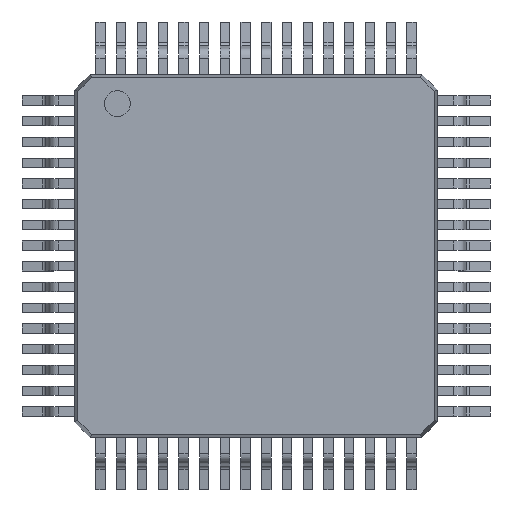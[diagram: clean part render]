
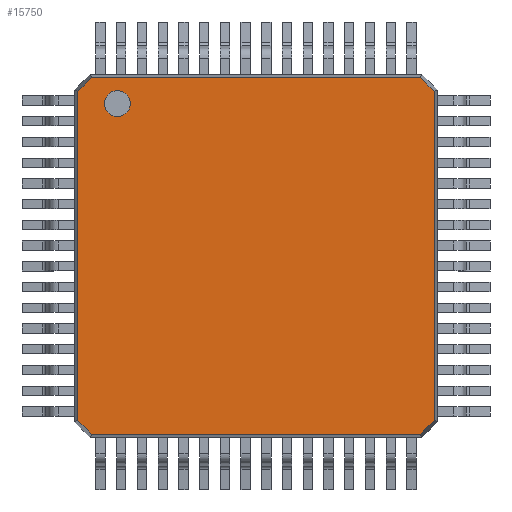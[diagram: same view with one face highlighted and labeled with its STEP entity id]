
A CAD part, top view. The second image highlights one B-rep face of the part: STEP entity #15750.
In plain terms, the highlighted planar face has unit normal (0, 0, 1).
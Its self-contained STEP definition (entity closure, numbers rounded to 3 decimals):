
#116=LINE($,#23021,#1964);
#119=LINE($,#23026,#1967);
#121=LINE($,#23030,#1969);
#124=LINE($,#23038,#1972);
#126=LINE($,#23042,#1974);
#130=LINE($,#23048,#1978);
#131=LINE($,#23051,#1979);
#134=LINE($,#23055,#1982);
#1964=VECTOR($,#18289,6.35);
#1967=VECTOR($,#18294,0.375);
#1969=VECTOR($,#18298,6.35);
#1972=VECTOR($,#18303,6.35);
#1974=VECTOR($,#18307,0.375);
#1978=VECTOR($,#18313,0.375);
#1979=VECTOR($,#18316,6.35);
#1982=VECTOR($,#18321,0.375);
#3803=PLANE($,#16807);
#4446=FACE_BOUND($,#5399,.T.);
#4473=FACE_OUTER_BOUND($,#5398,.T.);
#5398=EDGE_LOOP($,(#10846,#10847,#10848,#10849,#10850,#10851,#10852,#10853));
#5399=EDGE_LOOP($,(#10854));
#6298=CIRCLE($,#16781,0.25);
#6812=VERTEX_POINT($,#22947);
#6834=VERTEX_POINT($,#23018);
#6835=VERTEX_POINT($,#23020);
#6836=VERTEX_POINT($,#23024);
#6837=VERTEX_POINT($,#23028);
#6840=VERTEX_POINT($,#23035);
#6841=VERTEX_POINT($,#23037);
#6842=VERTEX_POINT($,#23041);
#6844=VERTEX_POINT($,#23050);
#8382=EDGE_CURVE($,#6812,#6812,#6298,.T.);
#8417=EDGE_CURVE($,#6834,#6835,#116,.T.);
#8420=EDGE_CURVE($,#6836,#6834,#119,.T.);
#8422=EDGE_CURVE($,#6837,#6836,#121,.T.);
#8425=EDGE_CURVE($,#6840,#6841,#124,.T.);
#8427=EDGE_CURVE($,#6842,#6840,#126,.T.);
#8431=EDGE_CURVE($,#6841,#6837,#130,.T.);
#8432=EDGE_CURVE($,#6844,#6842,#131,.T.);
#8435=EDGE_CURVE($,#6835,#6844,#134,.T.);
#10846=ORIENTED_EDGE($,*,*,#8425,.F.);
#10847=ORIENTED_EDGE($,*,*,#8427,.F.);
#10848=ORIENTED_EDGE($,*,*,#8432,.F.);
#10849=ORIENTED_EDGE($,*,*,#8435,.F.);
#10850=ORIENTED_EDGE($,*,*,#8417,.F.);
#10851=ORIENTED_EDGE($,*,*,#8420,.F.);
#10852=ORIENTED_EDGE($,*,*,#8422,.F.);
#10853=ORIENTED_EDGE($,*,*,#8431,.F.);
#10854=ORIENTED_EDGE($,*,*,#8382,.T.);
#15750=ADVANCED_FACE($,(#4473,#4446),#3803,.T.);
#16781=AXIS2_PLACEMENT_3D($,#22948,#18223,#18224);
#16807=AXIS2_PLACEMENT_3D($,#23062,#18331,#18332);
#18223=DIRECTION('center_axis',(0.,0.,-1.));
#18224=DIRECTION('ref_axis',(1.,0.,0.));
#18289=DIRECTION($,(-1.,0.,0.));
#18294=DIRECTION($,(-0.707,-0.707,0.));
#18298=DIRECTION($,(0.,-1.,0.));
#18303=DIRECTION($,(1.,0.,0.));
#18307=DIRECTION($,(0.707,0.707,0.));
#18313=DIRECTION($,(0.707,-0.707,0.));
#18316=DIRECTION($,(0.,1.,0.));
#18321=DIRECTION($,(-0.707,0.707,0.));
#18331=DIRECTION('center_axis',(0.,0.,1.));
#18332=DIRECTION('ref_axis',(1.,0.,0.));
#22947=CARTESIAN_POINT('',(-2.425,2.94,1.2));
#22948=CARTESIAN_POINT('Origin',(-2.675,2.94,1.2));
#23018=CARTESIAN_POINT('',(3.175,-3.44,1.2));
#23020=CARTESIAN_POINT('',(-3.175,-3.44,1.2));
#23021=CARTESIAN_POINT($,(1.75,-3.44,1.2));
#23024=CARTESIAN_POINT('',(3.44,-3.175,1.2));
#23026=CARTESIAN_POINT($,(3.308,-3.308,1.2));
#23028=CARTESIAN_POINT('',(3.44,3.175,1.2));
#23030=CARTESIAN_POINT($,(3.44,1.75,1.2));
#23035=CARTESIAN_POINT('',(-3.175,3.44,1.2));
#23037=CARTESIAN_POINT('',(3.175,3.44,1.2));
#23038=CARTESIAN_POINT($,(-1.75,3.44,1.2));
#23041=CARTESIAN_POINT('',(-3.44,3.175,1.2));
#23042=CARTESIAN_POINT($,(-3.308,3.308,1.2));
#23048=CARTESIAN_POINT($,(3.308,3.308,1.2));
#23050=CARTESIAN_POINT('',(-3.44,-3.175,1.2));
#23051=CARTESIAN_POINT($,(-3.44,-1.75,1.2));
#23055=CARTESIAN_POINT($,(-3.308,-3.308,1.2));
#23062=CARTESIAN_POINT('Origin',(0.,0.,1.2));
